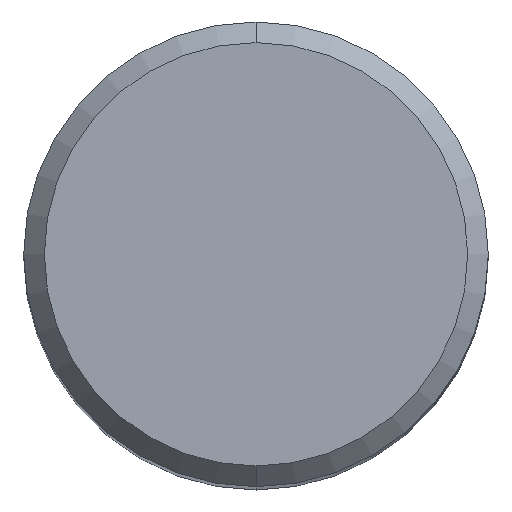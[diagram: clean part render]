
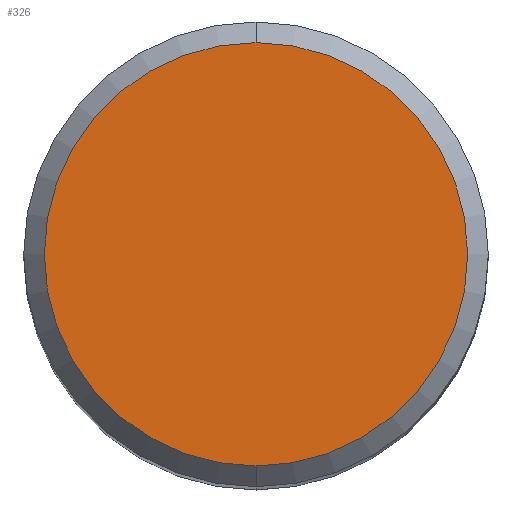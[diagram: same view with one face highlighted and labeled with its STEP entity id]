
A CAD part, top view. The second image highlights one B-rep face of the part: STEP entity #326.
In plain terms, the highlighted planar face has unit normal (0, 0, 1).
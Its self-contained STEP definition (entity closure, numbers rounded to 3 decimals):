
#254=VERTEX_POINT('',#569);
#302=EDGE_CURVE('',#254,#450,#621,.T.);
#326=ADVANCED_FACE('',(#647),#648,.T.);
#368=EDGE_CURVE('',#450,#254,#694,.T.);
#450=VERTEX_POINT('',#781);
#569=CARTESIAN_POINT('',(0.,-8.2,0.0));
#621=CIRCLE('',#1057,8.2);
#647=FACE_OUTER_BOUND('',#1132,.T.);
#648=PLANE('',#1133);
#694=CIRCLE('',#1218,8.2);
#781=CARTESIAN_POINT('',(0.0,8.2,0.0));
#1057=AXIS2_PLACEMENT_3D('',#1679,#1680,#1681);
#1132=EDGE_LOOP('',(#1707,#1708));
#1133=AXIS2_PLACEMENT_3D('',#1709,#1710,#1711);
#1218=AXIS2_PLACEMENT_3D('',#1760,#1761,#1762);
#1679=CARTESIAN_POINT('',(0.0,0.0,0.0));
#1680=DIRECTION('',(0.0,0.0,-1.0));
#1681=DIRECTION('',(0.0,1.0,0.0));
#1707=ORIENTED_EDGE('',*,*,#368,.F.);
#1708=ORIENTED_EDGE('',*,*,#302,.F.);
#1709=CARTESIAN_POINT('',(0.0,4.1,0.0));
#1710=DIRECTION('',(-0.0,0.0,1.0));
#1711=DIRECTION('',(0.0,-1.0,0.0));
#1760=CARTESIAN_POINT('',(0.0,0.0,0.0));
#1761=DIRECTION('',(0.0,0.0,-1.0));
#1762=DIRECTION('',(0.0,1.0,0.0));
